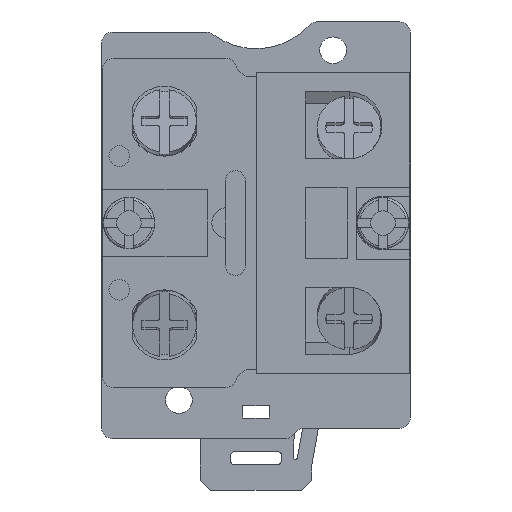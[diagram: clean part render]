
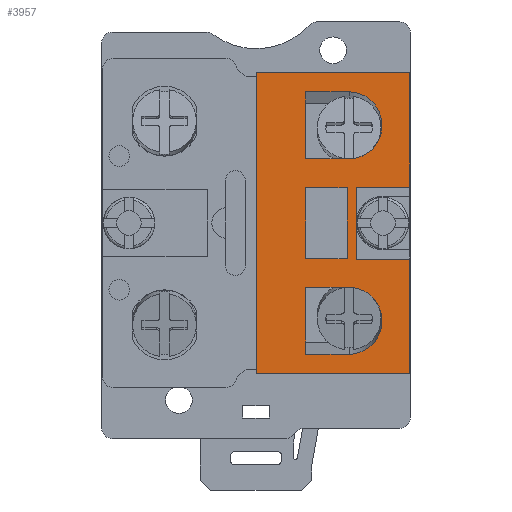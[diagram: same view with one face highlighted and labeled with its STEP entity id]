
A CAD part, front view. The second image highlights one B-rep face of the part: STEP entity #3957.
In plain terms, the highlighted planar face has unit normal (0, -1, 0).
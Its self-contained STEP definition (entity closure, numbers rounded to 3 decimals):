
#3957=ADVANCED_FACE('',(#12964,#12966,#12968,#12970),#12972,.T.);
#12964=FACE_BOUND('',#12965,.T.);
#12965=EDGE_LOOP('',(#19598,#19599,#19600,#19601,#19602,#19603,#19604,#19605));
#12966=FACE_BOUND('',#12967,.T.);
#12967=EDGE_LOOP('',(#19606,#19607,#19608,#19609));
#12968=FACE_BOUND('',#12969,.T.);
#12969=EDGE_LOOP('',(#19610,#19611,#19612,#19613));
#12970=FACE_BOUND('',#12971,.T.);
#12971=EDGE_LOOP('',(#19614,#19615,#19616,#19617));
#12972=PLANE('',#12973);
#12973=AXIS2_PLACEMENT_3D('',#12974,#12975,#12976);
#12974=CARTESIAN_POINT('',(0.05,-48.7,14.6));
#12975=DIRECTION('',(0.,-1.,0.));
#12976=DIRECTION('',(0.,0.,-1.));
#19598=ORIENTED_EDGE('',*,*,#23407,.F.);
#19599=ORIENTED_EDGE('',*,*,#23352,.F.);
#19600=ORIENTED_EDGE('',*,*,#23402,.F.);
#19601=ORIENTED_EDGE('',*,*,#23303,.T.);
#19602=ORIENTED_EDGE('',*,*,#23408,.T.);
#19603=ORIENTED_EDGE('',*,*,#23332,.F.);
#19604=ORIENTED_EDGE('',*,*,#23409,.T.);
#19605=ORIENTED_EDGE('',*,*,#23410,.F.);
#19606=ORIENTED_EDGE('',*,*,#23411,.F.);
#19607=ORIENTED_EDGE('',*,*,#23412,.F.);
#19608=ORIENTED_EDGE('',*,*,#23413,.F.);
#19609=ORIENTED_EDGE('',*,*,#23414,.F.);
#19610=ORIENTED_EDGE('',*,*,#23415,.F.);
#19611=ORIENTED_EDGE('',*,*,#23416,.T.);
#19612=ORIENTED_EDGE('',*,*,#23417,.T.);
#19613=ORIENTED_EDGE('',*,*,#23418,.F.);
#19614=ORIENTED_EDGE('',*,*,#23419,.F.);
#19615=ORIENTED_EDGE('',*,*,#23420,.T.);
#19616=ORIENTED_EDGE('',*,*,#23421,.T.);
#19617=ORIENTED_EDGE('',*,*,#23422,.F.);
#23303=EDGE_CURVE('',#26768,#26766,#26769,.T.);
#23332=EDGE_CURVE('',#26820,#26822,#26823,.T.);
#23352=EDGE_CURVE('',#26858,#26860,#26861,.T.);
#23402=EDGE_CURVE('',#26768,#26858,#26951,.T.);
#23407=EDGE_CURVE('',#26860,#26960,#26961,.T.);
#23408=EDGE_CURVE('',#26766,#26822,#26962,.T.);
#23409=EDGE_CURVE('',#26820,#26963,#26964,.T.);
#23410=EDGE_CURVE('',#26960,#26963,#26965,.T.);
#23411=EDGE_CURVE('',#26966,#26967,#26968,.T.);
#23412=EDGE_CURVE('',#26969,#26966,#26970,.T.);
#23413=EDGE_CURVE('',#26971,#26969,#26972,.T.);
#23414=EDGE_CURVE('',#26967,#26971,#26973,.T.);
#23415=EDGE_CURVE('',#26974,#26975,#26976,.T.);
#23416=EDGE_CURVE('',#26974,#26977,#26978,.T.);
#23417=EDGE_CURVE('',#26977,#26979,#26980,.T.);
#23418=EDGE_CURVE('',#26975,#26979,#26981,.T.);
#23419=EDGE_CURVE('',#26982,#26983,#26984,.T.);
#23420=EDGE_CURVE('',#26982,#26985,#26986,.T.);
#23421=EDGE_CURVE('',#26985,#26987,#26988,.T.);
#23422=EDGE_CURVE('',#26983,#26987,#26989,.T.);
#26766=VERTEX_POINT('',#36028);
#26768=VERTEX_POINT('',#36032);
#26769=LINE('',#36033,#36034);
#26820=VERTEX_POINT('',#36140);
#26822=VERTEX_POINT('',#36144);
#26823=LINE('',#36145,#36146);
#26858=VERTEX_POINT('',#36218);
#26860=VERTEX_POINT('',#36222);
#26861=LINE('',#36223,#36224);
#26951=LINE('',#36437,#36438);
#26960=VERTEX_POINT('',#36456);
#26961=LINE('',#36457,#36458);
#26962=LINE('',#36460,#36461);
#26963=VERTEX_POINT('',#36463);
#26964=LINE('',#36464,#36465);
#26965=LINE('',#36467,#36468);
#26966=VERTEX_POINT('',#36470);
#26967=VERTEX_POINT('',#36471);
#26968=LINE('',#36472,#36473);
#26969=VERTEX_POINT('',#36475);
#26970=LINE('',#36476,#36477);
#26971=VERTEX_POINT('',#36479);
#26972=LINE('',#36480,#36481);
#26973=LINE('',#36483,#36484);
#26974=VERTEX_POINT('',#36486);
#26975=VERTEX_POINT('',#36487);
#26976=LINE('',#36488,#36489);
#26977=VERTEX_POINT('',#36491);
#26978=LINE('',#36492,#36493);
#26979=VERTEX_POINT('',#36495);
#26980=(BOUNDED_CURVE()B_SPLINE_CURVE(3,
(#36496,#36497,#36498,#36499),
.UNSPECIFIED.,.F.,.F.)B_SPLINE_CURVE_WITH_KNOTS((4,4),
(0.,1.),
.UNSPECIFIED.)CURVE()GEOMETRIC_REPRESENTATION_ITEM()RATIONAL_B_SPLINE_CURVE((1.,
0.333,0.333,1.))REPRESENTATION_ITEM(''));
#26981=LINE('',#36500,#36501);
#26982=VERTEX_POINT('',#36503);
#26983=VERTEX_POINT('',#36504);
#26984=LINE('',#36505,#36506);
#26985=VERTEX_POINT('',#36508);
#26986=LINE('',#36509,#36510);
#26987=VERTEX_POINT('',#36512);
#26988=(BOUNDED_CURVE()B_SPLINE_CURVE(3,
(#36513,#36514,#36515,#36516),
.UNSPECIFIED.,.F.,.F.)B_SPLINE_CURVE_WITH_KNOTS((4,4),
(0.,1.),
.UNSPECIFIED.)CURVE()GEOMETRIC_REPRESENTATION_ITEM()RATIONAL_B_SPLINE_CURVE((1.,
0.333,0.333,1.))REPRESENTATION_ITEM(''));
#26989=LINE('',#36517,#36518);
#36028=CARTESIAN_POINT('',(0.05,-48.7,-14.6));
#36032=CARTESIAN_POINT('',(0.05,-48.7,14.6));
#36033=CARTESIAN_POINT('',(0.05,-48.7,14.6));
#36034=VECTOR('',#36035,1.);
#36035=DIRECTION('',(0.,0.,-1.));
#36140=CARTESIAN_POINT('',(14.95,-48.7,-3.5));
#36144=CARTESIAN_POINT('',(14.95,-48.7,-14.6));
#36145=CARTESIAN_POINT('',(14.95,-48.7,-3.5));
#36146=VECTOR('',#36147,1.);
#36147=DIRECTION('',(0.,0.,-1.));
#36218=CARTESIAN_POINT('',(14.95,-48.7,14.6));
#36222=CARTESIAN_POINT('',(14.95,-48.7,3.5));
#36223=CARTESIAN_POINT('',(14.95,-48.7,14.6));
#36224=VECTOR('',#36225,1.);
#36225=DIRECTION('',(0.,0.,-1.));
#36437=CARTESIAN_POINT('',(0.05,-48.7,14.6));
#36438=VECTOR('',#36439,1.);
#36439=DIRECTION('',(1.,0.,0.));
#36456=CARTESIAN_POINT('',(9.75,-48.7,3.5));
#36457=CARTESIAN_POINT('',(14.95,-48.7,3.5));
#36458=VECTOR('',#36459,1.);
#36459=DIRECTION('',(-1.,0.,0.));
#36460=CARTESIAN_POINT('',(0.05,-48.7,-14.6));
#36461=VECTOR('',#36462,1.);
#36462=DIRECTION('',(1.,0.,0.));
#36463=CARTESIAN_POINT('',(9.75,-48.7,-3.5));
#36464=CARTESIAN_POINT('',(14.95,-48.7,-3.5));
#36465=VECTOR('',#36466,1.);
#36466=DIRECTION('',(-1.,0.,0.));
#36467=CARTESIAN_POINT('',(9.75,-48.7,3.5));
#36468=VECTOR('',#36469,1.);
#36469=DIRECTION('',(0.,0.,-1.));
#36470=CARTESIAN_POINT('',(8.85,-48.7,-3.45));
#36471=CARTESIAN_POINT('',(8.85,-48.7,3.45));
#36472=CARTESIAN_POINT('',(8.85,-48.7,-3.45));
#36473=VECTOR('',#36474,1.);
#36474=DIRECTION('',(0.,0.,1.));
#36475=CARTESIAN_POINT('',(4.85,-48.7,-3.45));
#36476=CARTESIAN_POINT('',(4.85,-48.7,-3.45));
#36477=VECTOR('',#36478,1.);
#36478=DIRECTION('',(1.,0.,0.));
#36479=CARTESIAN_POINT('',(4.85,-48.7,3.45));
#36480=CARTESIAN_POINT('',(4.85,-48.7,3.45));
#36481=VECTOR('',#36482,1.);
#36482=DIRECTION('',(0.,0.,-1.));
#36483=CARTESIAN_POINT('',(8.85,-48.7,3.45));
#36484=VECTOR('',#36485,1.);
#36485=DIRECTION('',(-1.,0.,0.));
#36486=CARTESIAN_POINT('',(4.85,-48.7,12.749));
#36487=CARTESIAN_POINT('',(4.85,-48.7,6.251));
#36488=CARTESIAN_POINT('',(4.85,-48.7,12.749));
#36489=VECTOR('',#36490,1.);
#36490=DIRECTION('',(0.,0.,-1.));
#36491=CARTESIAN_POINT('',(9.05,-48.7,12.749));
#36492=CARTESIAN_POINT('',(4.85,-48.7,12.749));
#36493=VECTOR('',#36494,1.);
#36494=DIRECTION('',(1.,0.,0.));
#36495=CARTESIAN_POINT('',(9.05,-48.7,6.251));
#36496=CARTESIAN_POINT('',(9.05,-48.7,12.749));
#36497=CARTESIAN_POINT('',(15.45,-48.7,12.749));
#36498=CARTESIAN_POINT('',(15.45,-48.7,6.251));
#36499=CARTESIAN_POINT('',(9.05,-48.7,6.251));
#36500=CARTESIAN_POINT('',(4.85,-48.7,6.251));
#36501=VECTOR('',#36502,1.);
#36502=DIRECTION('',(1.,0.,0.));
#36503=CARTESIAN_POINT('',(4.85,-48.7,-6.251));
#36504=CARTESIAN_POINT('',(4.85,-48.7,-12.749));
#36505=CARTESIAN_POINT('',(4.85,-48.7,-6.251));
#36506=VECTOR('',#36507,1.);
#36507=DIRECTION('',(0.,0.,-1.));
#36508=CARTESIAN_POINT('',(9.05,-48.7,-6.251));
#36509=CARTESIAN_POINT('',(4.85,-48.7,-6.251));
#36510=VECTOR('',#36511,1.);
#36511=DIRECTION('',(1.,0.,0.));
#36512=CARTESIAN_POINT('',(9.05,-48.7,-12.749));
#36513=CARTESIAN_POINT('',(9.05,-48.7,-6.251));
#36514=CARTESIAN_POINT('',(15.45,-48.7,-6.251));
#36515=CARTESIAN_POINT('',(15.45,-48.7,-12.749));
#36516=CARTESIAN_POINT('',(9.05,-48.7,-12.749));
#36517=CARTESIAN_POINT('',(4.85,-48.7,-12.749));
#36518=VECTOR('',#36519,1.);
#36519=DIRECTION('',(1.,0.,0.));
